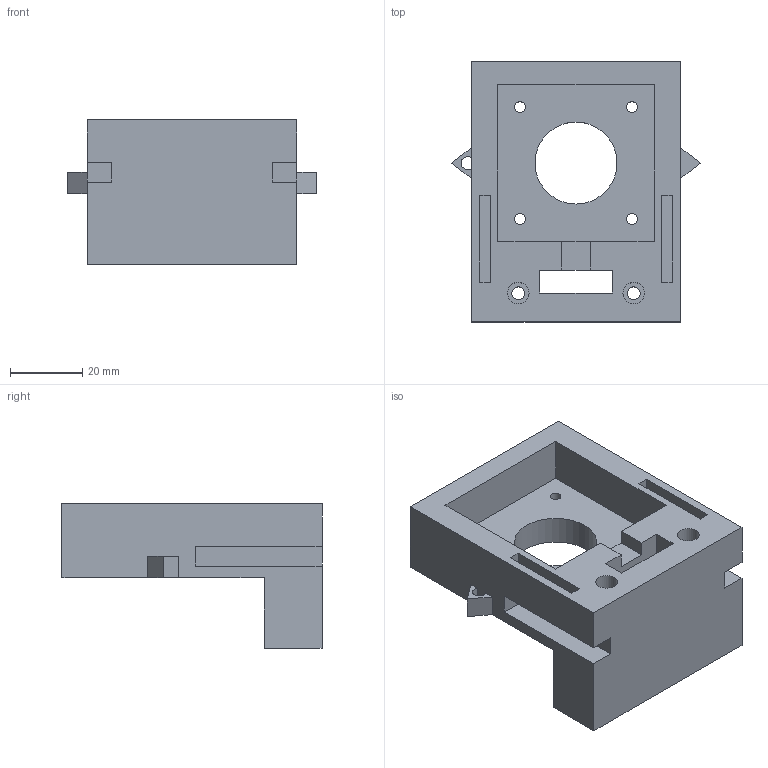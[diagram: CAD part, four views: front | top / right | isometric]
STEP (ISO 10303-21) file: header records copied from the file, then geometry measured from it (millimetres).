
FILE_DESCRIPTION(('HOOPS Exchange Step'),'2;1');
FILE_NAME('temp_export','2023-01-03T23:17:58+08:00',('mobile'),('Shapr3D Limited'),'HOOPS Exchange 2022.1','Shapr3D','Authorized');
FILE_SCHEMA( ('AUTOMOTIVE_DESIGN { 1 0 10303 214 1 1 1 1 }') );
Length unit declared in the file: millimetre
Products named in the file (1): Upper Motor Mount
Bounding box: 69 x 72 x 40 mm (x, y, z)
Volume: 65065.7 mm3; surface area: 24242.1 mm2
Topology: 1 solids, 1 shells, 61 faces, 178 edges, 122 vertices
Faces by surface type: plane 46, cylinder 15
Full cylindrical faces by diameter (mm): 3 x4, 3.5 x2, 6 x2, 7 x4, 22.7 x1
Entity records: 2098 total; most frequent: CARTESIAN_POINT 362, ORIENTED_EDGE 356, DIRECTION 340, EDGE_CURVE 178, VECTOR 140, LINE 140, VERTEX_POINT 122, AXIS2_PLACEMENT_3D 100
